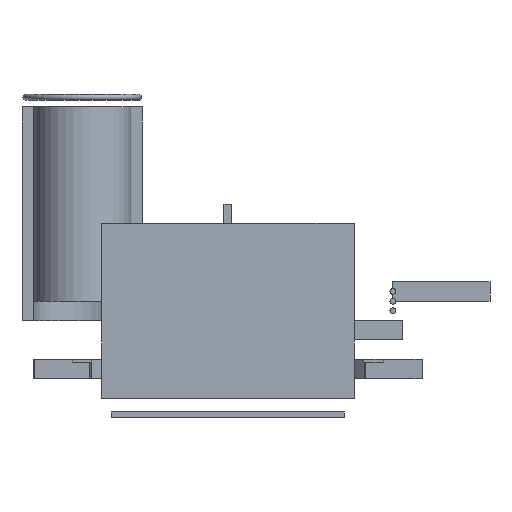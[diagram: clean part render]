
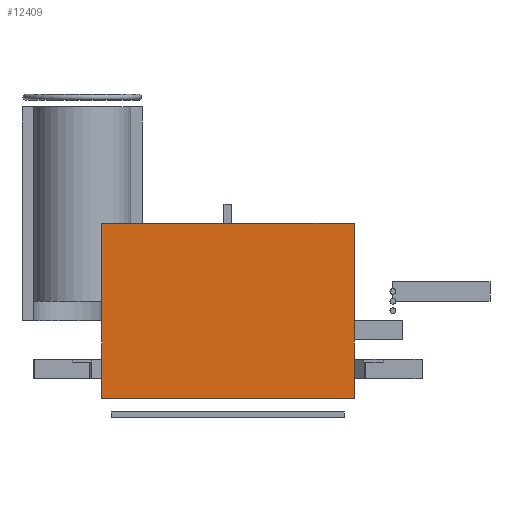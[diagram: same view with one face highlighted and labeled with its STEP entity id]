
A CAD part, front view. The second image highlights one B-rep face of the part: STEP entity #12409.
In plain terms, the highlighted planar face has unit normal (0, -1, 0).
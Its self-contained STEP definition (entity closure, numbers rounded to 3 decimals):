
#12193 = EDGE_CURVE('',#12194,#12196,#12198,.T.);
#12194 = VERTEX_POINT('',#12195);
#12195 = CARTESIAN_POINT('',(-130.,-210.,20.));
#12196 = VERTEX_POINT('',#12197);
#12197 = CARTESIAN_POINT('',(-130.,-210.,200.));
#12198 = SURFACE_CURVE('',#12199,(#12203,#12215),.PCURVE_S1.);
#12199 = LINE('',#12200,#12201);
#12200 = CARTESIAN_POINT('',(-130.,-210.,20.));
#12201 = VECTOR('',#12202,1.);
#12202 = DIRECTION('',(0.,0.,1.));
#12203 = PCURVE('',#12204,#12209);
#12204 = PLANE('',#12205);
#12205 = AXIS2_PLACEMENT_3D('',#12206,#12207,#12208);
#12206 = CARTESIAN_POINT('',(-130.,-210.,20.));
#12207 = DIRECTION('',(1.,0.,0.));
#12208 = DIRECTION('',(0.,0.,1.));
#12209 = DEFINITIONAL_REPRESENTATION('',(#12210),#12214);
#12210 = LINE('',#12211,#12212);
#12211 = CARTESIAN_POINT('',(0.,0.));
#12212 = VECTOR('',#12213,1.);
#12213 = DIRECTION('',(1.,0.));
#12214 = ( GEOMETRIC_REPRESENTATION_CONTEXT(2) 
PARAMETRIC_REPRESENTATION_CONTEXT() REPRESENTATION_CONTEXT('2D SPACE',''
  ) );
#12215 = PCURVE('',#12216,#12221);
#12216 = PLANE('',#12217);
#12217 = AXIS2_PLACEMENT_3D('',#12218,#12219,#12220);
#12218 = CARTESIAN_POINT('',(-130.,-210.,20.));
#12219 = DIRECTION('',(0.,1.,0.));
#12220 = DIRECTION('',(0.,0.,1.));
#12221 = DEFINITIONAL_REPRESENTATION('',(#12222),#12226);
#12222 = LINE('',#12223,#12224);
#12223 = CARTESIAN_POINT('',(0.,0.));
#12224 = VECTOR('',#12225,1.);
#12225 = DIRECTION('',(1.,0.));
#12226 = ( GEOMETRIC_REPRESENTATION_CONTEXT(2) 
PARAMETRIC_REPRESENTATION_CONTEXT() REPRESENTATION_CONTEXT('2D SPACE',''
  ) );
#12244 = PLANE('',#12245);
#12245 = AXIS2_PLACEMENT_3D('',#12246,#12247,#12248);
#12246 = CARTESIAN_POINT('',(-130.,-210.,20.));
#12247 = DIRECTION('',(0.,0.,1.));
#12248 = DIRECTION('',(1.,0.,0.));
#12298 = PLANE('',#12299);
#12299 = AXIS2_PLACEMENT_3D('',#12300,#12301,#12302);
#12300 = CARTESIAN_POINT('',(-130.,-210.,200.));
#12301 = DIRECTION('',(0.,0.,1.));
#12302 = DIRECTION('',(1.,0.,0.));
#12313 = EDGE_CURVE('',#12314,#12316,#12318,.T.);
#12314 = VERTEX_POINT('',#12315);
#12315 = CARTESIAN_POINT('',(130.,-210.,20.));
#12316 = VERTEX_POINT('',#12317);
#12317 = CARTESIAN_POINT('',(130.,-210.,200.));
#12318 = SURFACE_CURVE('',#12319,(#12323,#12335),.PCURVE_S1.);
#12319 = LINE('',#12320,#12321);
#12320 = CARTESIAN_POINT('',(130.,-210.,20.));
#12321 = VECTOR('',#12322,1.);
#12322 = DIRECTION('',(0.,0.,1.));
#12323 = PCURVE('',#12324,#12329);
#12324 = PLANE('',#12325);
#12325 = AXIS2_PLACEMENT_3D('',#12326,#12327,#12328);
#12326 = CARTESIAN_POINT('',(130.,-210.,20.));
#12327 = DIRECTION('',(1.,0.,0.));
#12328 = DIRECTION('',(0.,0.,1.));
#12329 = DEFINITIONAL_REPRESENTATION('',(#12330),#12334);
#12330 = LINE('',#12331,#12332);
#12331 = CARTESIAN_POINT('',(0.,0.));
#12332 = VECTOR('',#12333,1.);
#12333 = DIRECTION('',(1.,0.));
#12334 = ( GEOMETRIC_REPRESENTATION_CONTEXT(2) 
PARAMETRIC_REPRESENTATION_CONTEXT() REPRESENTATION_CONTEXT('2D SPACE',''
  ) );
#12335 = PCURVE('',#12216,#12336);
#12336 = DEFINITIONAL_REPRESENTATION('',(#12337),#12341);
#12337 = LINE('',#12338,#12339);
#12338 = CARTESIAN_POINT('',(0.,260.));
#12339 = VECTOR('',#12340,1.);
#12340 = DIRECTION('',(1.,0.));
#12341 = ( GEOMETRIC_REPRESENTATION_CONTEXT(2) 
PARAMETRIC_REPRESENTATION_CONTEXT() REPRESENTATION_CONTEXT('2D SPACE',''
  ) );
#12409 = ADVANCED_FACE('',(#12410),#12216,.F.);
#12410 = FACE_BOUND('',#12411,.F.);
#12411 = EDGE_LOOP('',(#12412,#12433,#12434,#12455));
#12412 = ORIENTED_EDGE('',*,*,#12413,.F.);
#12413 = EDGE_CURVE('',#12194,#12314,#12414,.T.);
#12414 = SURFACE_CURVE('',#12415,(#12419,#12426),.PCURVE_S1.);
#12415 = LINE('',#12416,#12417);
#12416 = CARTESIAN_POINT('',(-130.,-210.,20.));
#12417 = VECTOR('',#12418,1.);
#12418 = DIRECTION('',(1.,0.,0.));
#12419 = PCURVE('',#12216,#12420);
#12420 = DEFINITIONAL_REPRESENTATION('',(#12421),#12425);
#12421 = LINE('',#12422,#12423);
#12422 = CARTESIAN_POINT('',(0.,0.));
#12423 = VECTOR('',#12424,1.);
#12424 = DIRECTION('',(0.,1.));
#12425 = ( GEOMETRIC_REPRESENTATION_CONTEXT(2) 
PARAMETRIC_REPRESENTATION_CONTEXT() REPRESENTATION_CONTEXT('2D SPACE',''
  ) );
#12426 = PCURVE('',#12244,#12427);
#12427 = DEFINITIONAL_REPRESENTATION('',(#12428),#12432);
#12428 = LINE('',#12429,#12430);
#12429 = CARTESIAN_POINT('',(0.,0.));
#12430 = VECTOR('',#12431,1.);
#12431 = DIRECTION('',(1.,0.));
#12432 = ( GEOMETRIC_REPRESENTATION_CONTEXT(2) 
PARAMETRIC_REPRESENTATION_CONTEXT() REPRESENTATION_CONTEXT('2D SPACE',''
  ) );
#12433 = ORIENTED_EDGE('',*,*,#12193,.T.);
#12434 = ORIENTED_EDGE('',*,*,#12435,.T.);
#12435 = EDGE_CURVE('',#12196,#12316,#12436,.T.);
#12436 = SURFACE_CURVE('',#12437,(#12441,#12448),.PCURVE_S1.);
#12437 = LINE('',#12438,#12439);
#12438 = CARTESIAN_POINT('',(-130.,-210.,200.));
#12439 = VECTOR('',#12440,1.);
#12440 = DIRECTION('',(1.,0.,0.));
#12441 = PCURVE('',#12216,#12442);
#12442 = DEFINITIONAL_REPRESENTATION('',(#12443),#12447);
#12443 = LINE('',#12444,#12445);
#12444 = CARTESIAN_POINT('',(180.,0.));
#12445 = VECTOR('',#12446,1.);
#12446 = DIRECTION('',(0.,1.));
#12447 = ( GEOMETRIC_REPRESENTATION_CONTEXT(2) 
PARAMETRIC_REPRESENTATION_CONTEXT() REPRESENTATION_CONTEXT('2D SPACE',''
  ) );
#12448 = PCURVE('',#12298,#12449);
#12449 = DEFINITIONAL_REPRESENTATION('',(#12450),#12454);
#12450 = LINE('',#12451,#12452);
#12451 = CARTESIAN_POINT('',(0.,0.));
#12452 = VECTOR('',#12453,1.);
#12453 = DIRECTION('',(1.,0.));
#12454 = ( GEOMETRIC_REPRESENTATION_CONTEXT(2) 
PARAMETRIC_REPRESENTATION_CONTEXT() REPRESENTATION_CONTEXT('2D SPACE',''
  ) );
#12455 = ORIENTED_EDGE('',*,*,#12313,.F.);
